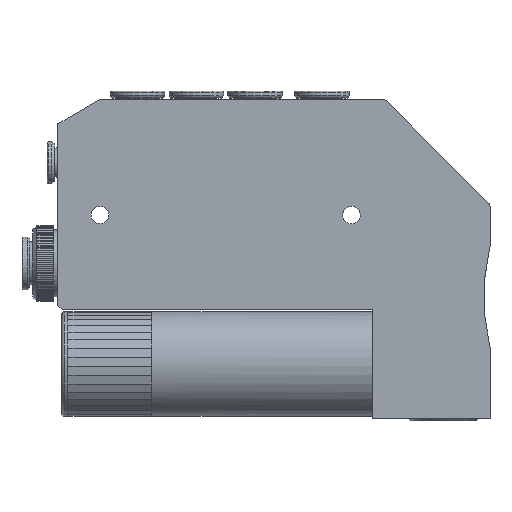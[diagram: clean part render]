
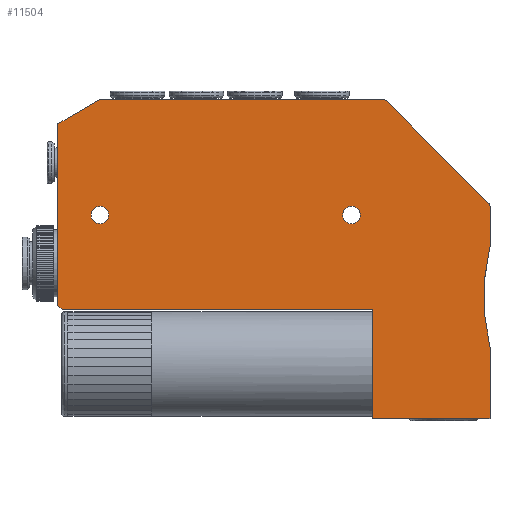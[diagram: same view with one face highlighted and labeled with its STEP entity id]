
A CAD part, top view. The second image highlights one B-rep face of the part: STEP entity #11504.
In plain terms, the highlighted planar face has unit normal (0, 0, 1).
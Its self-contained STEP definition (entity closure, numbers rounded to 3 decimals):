
#234=FACE_BOUND('',#1787,.T.);
#235=FACE_BOUND('',#1788,.T.);
#459=PLANE('',#12758);
#1044=FACE_OUTER_BOUND('',#1786,.T.);
#1786=EDGE_LOOP('',(#9243,#9244,#9245,#9246,#9247,#9248,#9249,#9250,#9251,
#9252,#9253,#9254,#9255));
#1787=EDGE_LOOP('',(#9256,#9257));
#1788=EDGE_LOOP('',(#9258,#9259));
#2384=LINE('',#18963,#3273);
#2387=LINE('',#18969,#3276);
#2393=LINE('',#19006,#3282);
#2397=LINE('',#19013,#3286);
#2404=LINE('',#19046,#3293);
#2412=LINE('',#19068,#3301);
#2414=LINE('',#19072,#3303);
#2415=LINE('',#19073,#3304);
#2416=LINE('',#19075,#3305);
#2417=LINE('',#19077,#3306);
#3273=VECTOR('',#15363,10.);
#3276=VECTOR('',#15368,10.);
#3282=VECTOR('',#15406,10.);
#3286=VECTOR('',#15412,10.);
#3293=VECTOR('',#15447,10.);
#3301=VECTOR('',#15467,10.);
#3303=VECTOR('',#15471,10.);
#3304=VECTOR('',#15472,10.);
#3305=VECTOR('',#15473,10.);
#3306=VECTOR('',#15476,10.);
#4385=CIRCLE('',#12730,2.1);
#4386=CIRCLE('',#12731,2.1);
#4388=CIRCLE('',#12734,2.1);
#4389=CIRCLE('',#12735,2.1);
#4397=CIRCLE('',#12750,1.);
#4400=CIRCLE('',#12756,1.);
#4401=CIRCLE('',#12759,48.645);
#5195=VERTEX_POINT('',#18956);
#5198=VERTEX_POINT('',#18961);
#5200=VERTEX_POINT('',#18967);
#5207=VERTEX_POINT('',#18986);
#5208=VERTEX_POINT('',#18988);
#5210=VERTEX_POINT('',#18994);
#5211=VERTEX_POINT('',#18996);
#5214=VERTEX_POINT('',#19003);
#5215=VERTEX_POINT('',#19005);
#5217=VERTEX_POINT('',#19011);
#5228=VERTEX_POINT('',#19039);
#5229=VERTEX_POINT('',#19041);
#5235=VERTEX_POINT('',#19061);
#5236=VERTEX_POINT('',#19062);
#5237=VERTEX_POINT('',#19067);
#5238=VERTEX_POINT('',#19071);
#5239=VERTEX_POINT('',#19074);
#6626=EDGE_CURVE('',#5195,#5198,#2384,.T.);
#6629=EDGE_CURVE('',#5200,#5198,#2387,.T.);
#6638=EDGE_CURVE('',#5208,#5207,#4385,.T.);
#6639=EDGE_CURVE('',#5207,#5208,#4386,.T.);
#6642=EDGE_CURVE('',#5211,#5210,#4388,.T.);
#6643=EDGE_CURVE('',#5210,#5211,#4389,.T.);
#6646=EDGE_CURVE('',#5215,#5214,#2393,.T.);
#6650=EDGE_CURVE('',#5217,#5214,#2397,.T.);
#6663=EDGE_CURVE('',#5228,#5229,#4397,.T.);
#6666=EDGE_CURVE('',#5195,#5228,#2404,.T.);
#6674=EDGE_CURVE('',#5235,#5236,#4400,.T.);
#6677=EDGE_CURVE('',#5236,#5237,#2412,.T.);
#6679=EDGE_CURVE('',#5238,#5200,#2414,.T.);
#6680=EDGE_CURVE('',#5238,#5215,#2415,.T.);
#6681=EDGE_CURVE('',#5239,#5217,#2416,.T.);
#6682=EDGE_CURVE('',#5239,#5237,#4401,.T.);
#6683=EDGE_CURVE('',#5235,#5229,#2417,.T.);
#9243=ORIENTED_EDGE('',*,*,#6663,.F.);
#9244=ORIENTED_EDGE('',*,*,#6666,.F.);
#9245=ORIENTED_EDGE('',*,*,#6626,.T.);
#9246=ORIENTED_EDGE('',*,*,#6629,.F.);
#9247=ORIENTED_EDGE('',*,*,#6679,.F.);
#9248=ORIENTED_EDGE('',*,*,#6680,.T.);
#9249=ORIENTED_EDGE('',*,*,#6646,.T.);
#9250=ORIENTED_EDGE('',*,*,#6650,.F.);
#9251=ORIENTED_EDGE('',*,*,#6681,.F.);
#9252=ORIENTED_EDGE('',*,*,#6682,.T.);
#9253=ORIENTED_EDGE('',*,*,#6677,.F.);
#9254=ORIENTED_EDGE('',*,*,#6674,.F.);
#9255=ORIENTED_EDGE('',*,*,#6683,.T.);
#9256=ORIENTED_EDGE('',*,*,#6638,.T.);
#9257=ORIENTED_EDGE('',*,*,#6639,.T.);
#9258=ORIENTED_EDGE('',*,*,#6642,.T.);
#9259=ORIENTED_EDGE('',*,*,#6643,.T.);
#11504=ADVANCED_FACE('',(#1044,#234,#235),#459,.T.);
#12730=AXIS2_PLACEMENT_3D('',#18989,#15389,#15390);
#12731=AXIS2_PLACEMENT_3D('',#18990,#15391,#15392);
#12734=AXIS2_PLACEMENT_3D('',#18997,#15398,#15399);
#12735=AXIS2_PLACEMENT_3D('',#18998,#15400,#15401);
#12750=AXIS2_PLACEMENT_3D('',#19042,#15441,#15442);
#12756=AXIS2_PLACEMENT_3D('',#19063,#15461,#15462);
#12758=AXIS2_PLACEMENT_3D('',#19070,#15469,#15470);
#12759=AXIS2_PLACEMENT_3D('',#19076,#15474,#15475);
#15363=DIRECTION('',(-0.866,-0.5,0.));
#15368=DIRECTION('',(0.,1.,0.));
#15389=DIRECTION('center_axis',(0.,0.,
-1.));
#15390=DIRECTION('ref_axis',(1.,0.,0.));
#15391=DIRECTION('center_axis',(0.,0.,
-1.));
#15392=DIRECTION('ref_axis',(1.,0.,0.));
#15398=DIRECTION('center_axis',(0.,0.,
-1.));
#15399=DIRECTION('ref_axis',(1.,0.,0.));
#15400=DIRECTION('center_axis',(0.,0.,
-1.));
#15401=DIRECTION('ref_axis',(1.,0.,0.));
#15406=DIRECTION('',(0.,-1.,0.));
#15412=DIRECTION('',(-1.,0.,0.));
#15441=DIRECTION('center_axis',(0.,0.,
-1.));
#15442=DIRECTION('ref_axis',(0.383,0.924,0.));
#15447=DIRECTION('',(1.,0.,0.));
#15461=DIRECTION('center_axis',(0.,0.,
-1.));
#15462=DIRECTION('ref_axis',(0.924,0.382,0.));
#15467=DIRECTION('',(0.,-1.,0.));
#15469=DIRECTION('center_axis',(0.,0.,
1.));
#15470=DIRECTION('ref_axis',(1.,0.,0.));
#15471=DIRECTION('',(-0.707,0.707,0.));
#15472=DIRECTION('',(1.,0.,0.));
#15473=DIRECTION('',(0.,-1.,0.));
#15474=DIRECTION('center_axis',(0.,0.,
-1.));
#15475=DIRECTION('ref_axis',(-0.969,-0.246,0.));
#15476=DIRECTION('',(-0.707,0.707,0.));
#18956=CARTESIAN_POINT('',(-17.402,56.148,26.));
#18961=CARTESIAN_POINT('',(-27.402,50.374,26.));
#18963=CARTESIAN_POINT('',(-27.402,50.374,26.));
#18967=CARTESIAN_POINT('',(-27.402,7.148,26.));
#18969=CARTESIAN_POINT('',(-27.402,-19.852,26.));
#18986=CARTESIAN_POINT('',(-19.502,28.648,26.));
#18988=CARTESIAN_POINT('',(-15.302,28.648,26.));
#18989=CARTESIAN_POINT('Origin',(-17.402,28.648,26.));
#18990=CARTESIAN_POINT('Origin',(-17.402,28.648,26.));
#18994=CARTESIAN_POINT('',(40.498,28.648,26.));
#18996=CARTESIAN_POINT('',(44.698,28.648,26.));
#18997=CARTESIAN_POINT('Origin',(42.598,28.648,26.));
#18998=CARTESIAN_POINT('Origin',(42.598,28.648,26.));
#19003=CARTESIAN_POINT('',(47.598,-19.852,26.));
#19005=CARTESIAN_POINT('',(47.598,6.148,26.));
#19006=CARTESIAN_POINT('',(47.598,-0.852,26.));
#19011=CARTESIAN_POINT('',(75.598,-19.852,26.));
#19013=CARTESIAN_POINT('',(75.598,-19.852,26.));
#19039=CARTESIAN_POINT('',(50.183,56.148,26.));
#19041=CARTESIAN_POINT('',(50.891,55.855,26.));
#19042=CARTESIAN_POINT('Origin',(50.183,55.148,26.));
#19046=CARTESIAN_POINT('',(-27.402,56.148,26.));
#19061=CARTESIAN_POINT('',(75.305,31.414,26.));
#19062=CARTESIAN_POINT('',(75.598,30.708,26.));
#19063=CARTESIAN_POINT('Origin',(74.598,30.708,26.));
#19067=CARTESIAN_POINT('',(75.598,21.122,26.));
#19068=CARTESIAN_POINT('',(75.598,56.148,26.));
#19070=CARTESIAN_POINT('Origin',(24.098,18.148,26.));
#19071=CARTESIAN_POINT('',(-26.402,6.148,26.));
#19072=CARTESIAN_POINT('',(-17.027,-3.227,26.));
#19073=CARTESIAN_POINT('',(35.848,6.148,26.));
#19074=CARTESIAN_POINT('',(75.598,-2.852,26.));
#19075=CARTESIAN_POINT('',(75.598,56.148,26.));
#19076=CARTESIAN_POINT('Origin',(122.743,9.135,26.));
#19077=CARTESIAN_POINT('',(65.98,40.75,26.));
